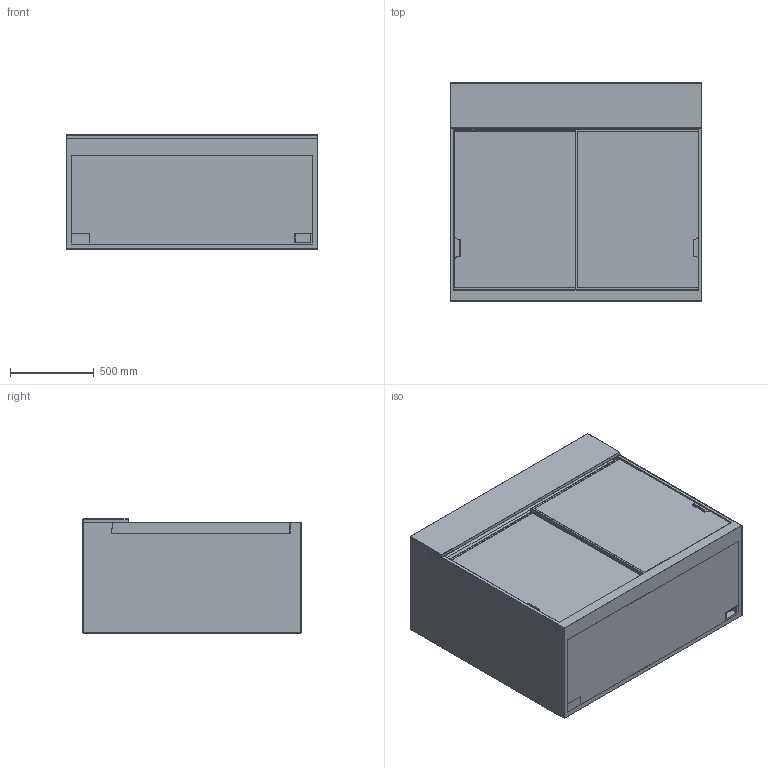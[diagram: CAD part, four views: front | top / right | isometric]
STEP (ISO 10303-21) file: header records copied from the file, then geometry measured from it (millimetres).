
FILE_DESCRIPTION (( 'STEP AP214' ), '1' );
FILE_NAME ('FKV-F-150-Z.step', '2024-11-06T13:32:53', ( '' ), ( '' ), 'SwSTEP 2.0', 'SolidWorks 2023', '' );
FILE_SCHEMA (( 'AUTOMOTIVE_DESIGN' ));
Length unit declared in the file: millimetre
Products named in the file (6): 19-10-41775_S-FKV-BR-TUER-1500-1300-L; 19-10-41780_S-FKV-Z-FKV-150 Korpus; 19-10-41775_S-FKV-BR-TUER-1500-1300-R; FKV-F-150-Z; 19-10-41790_FG-285-1500-660; 19-10-41790_FG-130-1500-660
Assembly tree (7 placements, depth 2):
  FKV-F-150-Z
    19-10-41780_S-FKV-Z-FKV-150 Korpus
    19-10-41775_S-FKV-BR-TUER-1500-1300-L
    19-10-41775_S-FKV-BR-TUER-1500-1300-R
    19-10-41790_FG-285-1500-660  x2
    19-10-41790_FG-130-1500-660  x2
Bounding box: 1500 x 1300 x 680 mm (x, y, z)
Volume: 290019023.8 mm3; surface area: 17082023.2 mm2
Topology: 13 solids, 13 shells, 375 faces, 925 edges, 548 vertices
Faces by surface type: plane 225, cylinder 110, sphere 36, bspline 2, torus 2
Entity records: 9759 total; most frequent: CARTESIAN_POINT 1748, DIRECTION 1633, ORIENTED_EDGE 1582, EDGE_CURVE 791, LINE 593, VECTOR 593, AXIS2_PLACEMENT_3D 520, VERTEX_POINT 483
